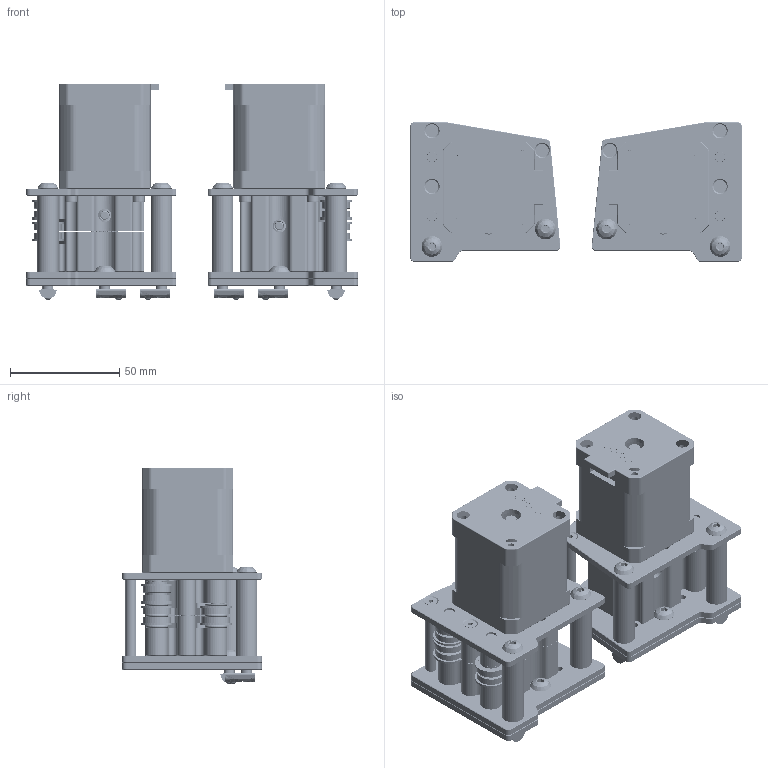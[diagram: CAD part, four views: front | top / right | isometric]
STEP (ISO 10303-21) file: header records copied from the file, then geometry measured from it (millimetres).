
FILE_DESCRIPTION(/* description */ (''),/* implementation_level */ '2;1');
FILE_NAME(/* name */ 'Imperial Metal Stepper Towers.step',/* time_stamp */ '2024-04-04T18:38:21-05:00',/* author */ (''),/* organization */ (''),/* preprocessor_version */ 'ST-DEVELOPER v20',/* originating_system */ 'Autodesk Translation Framework v12.20.1.177',/* authorisation */ '');
FILE_SCHEMA (('AUTOMOTIVE_DESIGN { 1 0 10303 214 3 1 1 }'));
Products named in the file (60): Imperial Metal Stepper Towers; Left Stepper Mount; Top Plate; Bottom Plate; Center Plate; Printed Top Left Insert; Printed Bottom Left Insert; M3x35 Standoff; M5x35 Spacer; Double Flange Stack; F695 Bearing (1); SHIM (1); Single Flange Stack; F695 Bearing; SHIM; Pin 5 x 40; Pulley 20t; Hardware; Heatsets; M3 X D5.0 X L4.0 - Heatset v4; M3 X D5.0 X L4.0 - Heatset v4 (1); M3 X D5.0 X L4.0 - Heatset v4 (2); M3 X D5.0 X L4.0 - Heatset v4 (3); M3 X D5.0 X L4.0 - Heatset v4 (4); M3 X D5.0 X L4.0 - Heatset v4 (5); M3 x D5 x L4 Heatset; Right Stepper Mount; Top Plate (1); Center Plate (1); Printed Top Right Insert; Bottom Plate (1); Printed Bottom Right Insert; M3x35 Standoff (1); M5x35 Spacer (1); Double Flange Stack (1); SHIM (1)(Mirror); F695 Bearing (1)(Mirror); Single Flange Stack (1); SHIM(Mirror); F695 Bearing(Mirror) ...
Assembly tree (140 placements, depth 6):
  Imperial Metal Stepper Towers
    Left Stepper Mount
      Top Plate
      Bottom Plate
      Center Plate
      Printed Top Left Insert
      Printed Bottom Left Insert
      M3x35 Standoff  x3
      M5x35 Spacer  x2
      Double Flange Stack
        SHIM (1)  x5
        F695 Bearing (1)  x4
        Pin 5 x 40
      Single Flange Stack
        SHIM  x3
        F695 Bearing  x2
        Pin 5 x 40
      Nema 17 48mm <1>
      Pulley 20t
        20t 2gt Pulley 5mm
        Hex socket set screw with cone point M4x0.7 x 4  x2
      Hardware
        M5x50 BHCS v1  x2
        M5x12 BHCS v1
        M5 Roll In T-Nut v2  x3
        Heatsets
          M3 X D5.0 X L4.0 - Heatset v4
            M3 x D5 x L4 Heatset
          M3 X D5.0 X L4.0 - Heatset v4 (1)
            M3 x D5 x L4 Heatset
          M3 X D5.0 X L4.0 - Heatset v4 (2)
            M3 x D5 x L4 Heatset
          M3 X D5.0 X L4.0 - Heatset v4 (3)
            M3 x D5 x L4 Heatset
          M3 X D5.0 X L4.0 - Heatset v4 (4)
            M3 x D5 x L4 Heatset
          M3 X D5.0 X L4.0 - Heatset v4 (5)
            M3 x D5 x L4 Heatset
        M3 x 8 SHCS  x4
        M3x8 FHCS  x6
        M3x12 FHCS  x6
    Right Stepper Mount
      Top Plate (1)
      Center Plate (1)
      Printed Top Right Insert
      Bottom Plate (1)
      Printed Bottom Right Insert
      M3x35 Standoff (1)  x3
      M5x35 Spacer (1)  x2
      Double Flange Stack (1)
        SHIM (1)(Mirror)  x5
        F695 Bearing (1)(Mirror)  x4
        Pin 5 x 40 (1)
      Single Flange Stack (1)
        SHIM(Mirror)  x3
        F695 Bearing(Mirror)  x2
        Pin 5 x 40 (1)
      Nema 17 48mm <1>
      Pulley 20t (1)
        20t 2gt Pulley 5mm
Bounding box: 152 x 64 x 99.12 mm (x, y, z)
Volume: 314841.6 mm3; surface area: 176481.7 mm2
Topology: 122 solids, 122 shells, 4907 faces, 12151 edges, 7728 vertices
Faces by surface type: cylinder 1553, plane 1524, bspline 1220, cone 512, torus 88, sphere 10
Full cylindrical faces by diameter (mm): 2.529 x15, 2.927 x32, 3 x24, 3.3 x63, 3.5 x12, 3.8 x3, 4 x24, 4.2 x18, 4.3 x24, 4.7 x12, 5 x76, 5.1 x18, 5.3 x8, 5.5 x16, 6 x52, 6.25 x12, 8 x4, 9 x4, 10 x20, 11.5 x12, 11.75 x12, 12 x24, 13 x14, 14 x2, 15 x16, 16 x4, 20 x4, 22 x6, 22.3 x2, 30.8 x2
Entity records: 60268 total; most frequent: CARTESIAN_POINT 13583, DIRECTION 10164, ORIENTED_EDGE 8996, EDGE_CURVE 4498, AXIS2_PLACEMENT_3D 4063, VERTEX_POINT 2835, EDGE_LOOP 2217, LINE 2038
